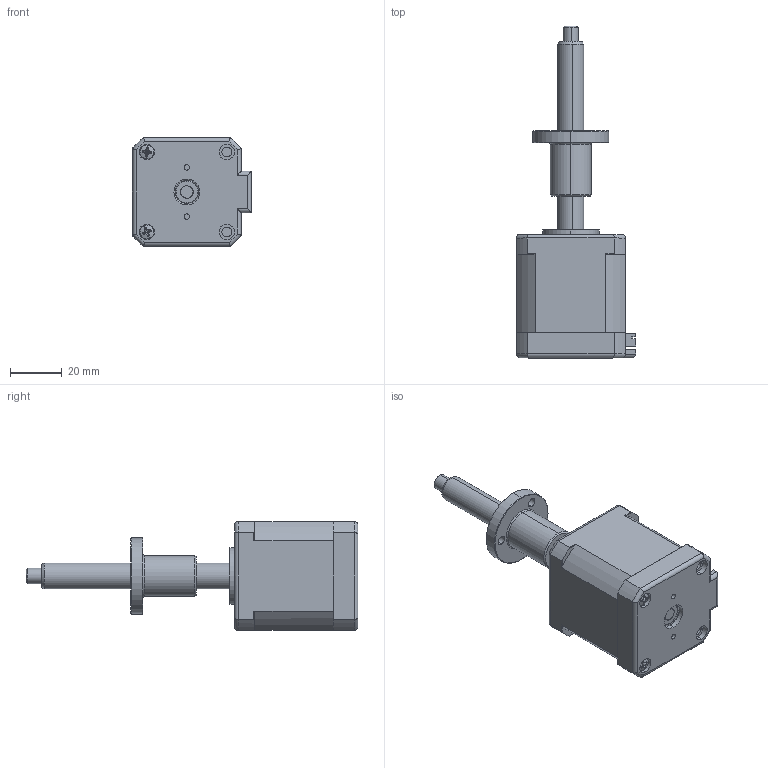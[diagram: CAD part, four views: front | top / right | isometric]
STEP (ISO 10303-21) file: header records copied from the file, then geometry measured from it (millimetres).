
FILE_DESCRIPTION (( 'STEP AP203' ), '1' );
FILE_NAME ('LE176S-T10105-75-AR2-S-200.STEP', '2018-08-13T01:55:19', ( '' ), ( '' ), 'SwSTEP 2.0', 'SolidWorks 2014', '' );
FILE_SCHEMA (( 'CONFIG_CONTROL_DESIGN' ));
Length unit declared in the file: millimetre
Products named in the file (1): LE176S-T10105-75-AR2-S-200
Bounding box: 46.2 x 128.8 x 42.2 mm (x, y, z)
Surface area: 20377.5 mm2 (no closed solid volume)
Topology: 0 solids, 14 shells, 287 faces, 894 edges, 620 vertices
Faces by surface type: plane 154, cylinder 84, cone 31, torus 14, sphere 4
Entity records: 10288 total; most frequent: CARTESIAN_POINT 2276, DIRECTION 1634, ORIENTED_EDGE 1546, EDGE_CURVE 894, VERTEX_POINT 620, VECTOR 566, LINE 566, AXIS2_PLACEMENT_3D 534
